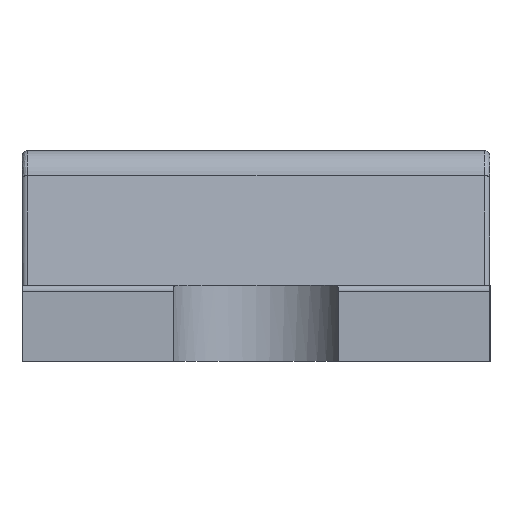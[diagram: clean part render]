
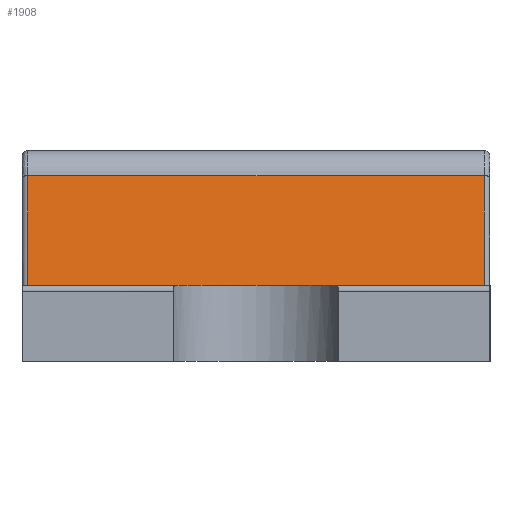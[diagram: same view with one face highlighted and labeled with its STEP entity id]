
A CAD part, left-side view. The second image highlights one B-rep face of the part: STEP entity #1908.
In plain terms, the highlighted planar face has unit normal (-0.99, 0, 0.139).
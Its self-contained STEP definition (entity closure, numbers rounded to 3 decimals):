
#177 = VERTEX_POINT('',#178);
#178 = CARTESIAN_POINT('',(-0.586,0.39,0.317));
#215 = CYLINDRICAL_SURFACE('',#216,0.01);
#216 = AXIS2_PLACEMENT_3D('',#217,#218,#219);
#217 = CARTESIAN_POINT('',(-0.57,0.39,0.359));
#218 = DIRECTION('',(-0.139,-0.,-0.99));
#219 = DIRECTION('',(-0.99,0.,0.139));
#286 = CYLINDRICAL_SURFACE('',#287,0.05);
#287 = AXIS2_PLACEMENT_3D('',#288,#289,#290);
#288 = CARTESIAN_POINT('',(-0.536,0.4,0.31));
#289 = DIRECTION('',(-0.,-1.,-0.));
#290 = DIRECTION('',(0.,0.,-1.));
#370 = VERTEX_POINT('',#371);
#371 = CARTESIAN_POINT('',(-0.612,0.39,0.13));
#408 = PLANE('',#409);
#409 = AXIS2_PLACEMENT_3D('',#410,#411,#412);
#410 = CARTESIAN_POINT('',(-0.612,-0.39,0.13));
#411 = DIRECTION('',(0.,0.,1.));
#412 = DIRECTION('',(1.,0.,-0.));
#421 = EDGE_CURVE('',#370,#177,#422,.T.);
#422 = SURFACE_CURVE('',#423,(#427,#456),.PCURVE_S1.);
#423 = LINE('',#424,#425);
#424 = CARTESIAN_POINT('',(-0.58,0.39,0.36));
#425 = VECTOR('',#426,1.);
#426 = DIRECTION('',(0.139,0.,0.99));
#427 = PCURVE('',#215,#428);
#428 = DEFINITIONAL_REPRESENTATION('',(#429),#455);
#429 = B_SPLINE_CURVE_WITH_KNOTS('',3,(#430,#431,#432,#433,#434,#435,
    #436,#437,#438,#439,#440,#441,#442,#443,#444,#445,#446,#447,#448,
    #449,#450,#451,#452,#453,#454),.UNSPECIFIED.,.F.,.F.,(4,1,1,1,1,1,1,
    1,1,1,1,1,1,1,1,1,1,1,1,1,1,1,4),(-0.232,-0.224,
    -0.215,-0.207,-0.198,-0.189,
    -0.181,-0.172,-0.164,-0.155,
    -0.146,-0.138,-0.129,-0.121,
    -0.112,-0.104,-0.095,
    -0.086,-0.078,-0.069,
    -0.061,-0.052,-0.043),
  .UNSPECIFIED.);
#430 = CARTESIAN_POINT('',(0.,0.232));
#431 = CARTESIAN_POINT('',(0.,0.229));
#432 = CARTESIAN_POINT('',(0.,0.224));
#433 = CARTESIAN_POINT('',(0.,0.215));
#434 = CARTESIAN_POINT('',(0.,0.207));
#435 = CARTESIAN_POINT('',(0.,0.198));
#436 = CARTESIAN_POINT('',(0.,0.189));
#437 = CARTESIAN_POINT('',(0.,0.181));
#438 = CARTESIAN_POINT('',(0.,0.172));
#439 = CARTESIAN_POINT('',(0.,0.164));
#440 = CARTESIAN_POINT('',(0.,0.155));
#441 = CARTESIAN_POINT('',(0.,0.146));
#442 = CARTESIAN_POINT('',(0.,0.138));
#443 = CARTESIAN_POINT('',(0.,0.129));
#444 = CARTESIAN_POINT('',(0.,0.121));
#445 = CARTESIAN_POINT('',(0.,0.112));
#446 = CARTESIAN_POINT('',(0.,0.104));
#447 = CARTESIAN_POINT('',(0.,0.095));
#448 = CARTESIAN_POINT('',(0.,0.086));
#449 = CARTESIAN_POINT('',(0.,0.078));
#450 = CARTESIAN_POINT('',(0.,0.069));
#451 = CARTESIAN_POINT('',(0.,0.061));
#452 = CARTESIAN_POINT('',(0.,0.052));
#453 = CARTESIAN_POINT('',(0.,0.046));
#454 = CARTESIAN_POINT('',(0.,0.043));
#455 = ( GEOMETRIC_REPRESENTATION_CONTEXT(2) 
PARAMETRIC_REPRESENTATION_CONTEXT() REPRESENTATION_CONTEXT('2D SPACE',''
  ) );
#456 = PCURVE('',#457,#462);
#457 = PLANE('',#458);
#458 = AXIS2_PLACEMENT_3D('',#459,#460,#461);
#459 = CARTESIAN_POINT('',(-0.58,0.4,0.36));
#460 = DIRECTION('',(-0.99,0.,0.139));
#461 = DIRECTION('',(0.,1.,0.));
#462 = DEFINITIONAL_REPRESENTATION('',(#463),#467);
#463 = LINE('',#464,#465);
#464 = CARTESIAN_POINT('',(-0.01,-0.));
#465 = VECTOR('',#466,1.);
#466 = DIRECTION('',(0.,-1.));
#467 = ( GEOMETRIC_REPRESENTATION_CONTEXT(2) 
PARAMETRIC_REPRESENTATION_CONTEXT() REPRESENTATION_CONTEXT('2D SPACE',''
  ) );
#1607 = VERTEX_POINT('',#1608);
#1608 = CARTESIAN_POINT('',(-0.586,-0.39,0.317));
#1713 = CYLINDRICAL_SURFACE('',#1714,0.01);
#1714 = AXIS2_PLACEMENT_3D('',#1715,#1716,#1717);
#1715 = CARTESIAN_POINT('',(-0.579,-0.39,0.29));
#1716 = DIRECTION('',(0.139,0.,0.99));
#1717 = DIRECTION('',(0.99,0.,-0.139));
#1774 = EDGE_CURVE('',#1775,#1607,#1777,.T.);
#1775 = VERTEX_POINT('',#1776);
#1776 = CARTESIAN_POINT('',(-0.612,-0.39,0.13));
#1777 = SURFACE_CURVE('',#1778,(#1782,#1811),.PCURVE_S1.);
#1778 = LINE('',#1779,#1780);
#1779 = CARTESIAN_POINT('',(-0.58,-0.39,0.36));
#1780 = VECTOR('',#1781,1.);
#1781 = DIRECTION('',(0.139,0.,0.99));
#1782 = PCURVE('',#1713,#1783);
#1783 = DEFINITIONAL_REPRESENTATION('',(#1784),#1810);
#1784 = B_SPLINE_CURVE_WITH_KNOTS('',3,(#1785,#1786,#1787,#1788,#1789,
    #1790,#1791,#1792,#1793,#1794,#1795,#1796,#1797,#1798,#1799,#1800,
    #1801,#1802,#1803,#1804,#1805,#1806,#1807,#1808,#1809),
  .UNSPECIFIED.,.F.,.F.,(4,1,1,1,1,1,1,1,1,1,1,1,1,1,1,1,1,1,1,1,1,1,4),
  (-0.232,-0.224,-0.215,-0.207,
    -0.198,-0.189,-0.181,-0.172,
    -0.164,-0.155,-0.146,-0.138,
    -0.129,-0.121,-0.112,-0.104,
    -0.095,-0.086,-0.078,
    -0.069,-0.061,-0.052,
    -0.043),.UNSPECIFIED.);
#1785 = CARTESIAN_POINT('',(3.142,-0.163));
#1786 = CARTESIAN_POINT('',(3.142,-0.161));
#1787 = CARTESIAN_POINT('',(3.142,-0.155));
#1788 = CARTESIAN_POINT('',(3.142,-0.146));
#1789 = CARTESIAN_POINT('',(3.142,-0.138));
#1790 = CARTESIAN_POINT('',(3.142,-0.129));
#1791 = CARTESIAN_POINT('',(3.142,-0.121));
#1792 = CARTESIAN_POINT('',(3.142,-0.112));
#1793 = CARTESIAN_POINT('',(3.142,-0.103));
#1794 = CARTESIAN_POINT('',(3.142,-0.095));
#1795 = CARTESIAN_POINT('',(3.142,-0.086));
#1796 = CARTESIAN_POINT('',(3.142,-0.078));
#1797 = CARTESIAN_POINT('',(3.142,-0.069));
#1798 = CARTESIAN_POINT('',(3.142,-0.061));
#1799 = CARTESIAN_POINT('',(3.142,-0.052));
#1800 = CARTESIAN_POINT('',(3.142,-0.043));
#1801 = CARTESIAN_POINT('',(3.142,-0.035));
#1802 = CARTESIAN_POINT('',(3.142,-0.026));
#1803 = CARTESIAN_POINT('',(3.142,-0.018));
#1804 = CARTESIAN_POINT('',(3.142,-0.009));
#1805 = CARTESIAN_POINT('',(3.142,0.));
#1806 = CARTESIAN_POINT('',(3.142,0.008));
#1807 = CARTESIAN_POINT('',(3.142,0.017));
#1808 = CARTESIAN_POINT('',(3.142,0.022));
#1809 = CARTESIAN_POINT('',(3.142,0.025));
#1810 = ( GEOMETRIC_REPRESENTATION_CONTEXT(2) 
PARAMETRIC_REPRESENTATION_CONTEXT() REPRESENTATION_CONTEXT('2D SPACE',''
  ) );
#1811 = PCURVE('',#457,#1812);
#1812 = DEFINITIONAL_REPRESENTATION('',(#1813),#1817);
#1813 = LINE('',#1814,#1815);
#1814 = CARTESIAN_POINT('',(-0.79,-0.));
#1815 = VECTOR('',#1816,1.);
#1816 = DIRECTION('',(0.,-1.));
#1817 = ( GEOMETRIC_REPRESENTATION_CONTEXT(2) 
PARAMETRIC_REPRESENTATION_CONTEXT() REPRESENTATION_CONTEXT('2D SPACE',''
  ) );
#1908 = ADVANCED_FACE('',(#1909),#457,.T.);
#1909 = FACE_BOUND('',#1910,.T.);
#1910 = EDGE_LOOP('',(#1911,#1954,#1955,#1976));
#1911 = ORIENTED_EDGE('',*,*,#1912,.T.);
#1912 = EDGE_CURVE('',#1607,#177,#1913,.T.);
#1913 = SURFACE_CURVE('',#1914,(#1918,#1925),.PCURVE_S1.);
#1914 = LINE('',#1915,#1916);
#1915 = CARTESIAN_POINT('',(-0.586,0.4,0.317));
#1916 = VECTOR('',#1917,1.);
#1917 = DIRECTION('',(0.,1.,0.));
#1918 = PCURVE('',#457,#1919);
#1919 = DEFINITIONAL_REPRESENTATION('',(#1920),#1924);
#1920 = LINE('',#1921,#1922);
#1921 = CARTESIAN_POINT('',(0.,0.043));
#1922 = VECTOR('',#1923,1.);
#1923 = DIRECTION('',(1.,0.));
#1924 = ( GEOMETRIC_REPRESENTATION_CONTEXT(2) 
PARAMETRIC_REPRESENTATION_CONTEXT() REPRESENTATION_CONTEXT('2D SPACE',''
  ) );
#1925 = PCURVE('',#286,#1926);
#1926 = DEFINITIONAL_REPRESENTATION('',(#1927),#1953);
#1927 = B_SPLINE_CURVE_WITH_KNOTS('',3,(#1928,#1929,#1930,#1931,#1932,
    #1933,#1934,#1935,#1936,#1937,#1938,#1939,#1940,#1941,#1942,#1943,
    #1944,#1945,#1946,#1947,#1948,#1949,#1950,#1951,#1952),
  .UNSPECIFIED.,.F.,.F.,(4,1,1,1,1,1,1,1,1,1,1,1,1,1,1,1,1,1,1,1,1,1,4),
  (-0.79,-0.755,-0.719,-0.684,-0.648
    ,-0.613,-0.577,-0.542,-0.506,
    -0.471,-0.435,-0.4,-0.365,-0.329
    ,-0.294,-0.258,-0.223,-0.187,
    -0.152,-0.116,-0.081,
    -0.045,-0.01),.UNSPECIFIED.);
#1928 = CARTESIAN_POINT('',(4.573,0.79));
#1929 = CARTESIAN_POINT('',(4.573,0.778));
#1930 = CARTESIAN_POINT('',(4.573,0.755));
#1931 = CARTESIAN_POINT('',(4.573,0.719));
#1932 = CARTESIAN_POINT('',(4.573,0.684));
#1933 = CARTESIAN_POINT('',(4.573,0.648));
#1934 = CARTESIAN_POINT('',(4.573,0.613));
#1935 = CARTESIAN_POINT('',(4.573,0.577));
#1936 = CARTESIAN_POINT('',(4.573,0.542));
#1937 = CARTESIAN_POINT('',(4.573,0.506));
#1938 = CARTESIAN_POINT('',(4.573,0.471));
#1939 = CARTESIAN_POINT('',(4.573,0.435));
#1940 = CARTESIAN_POINT('',(4.573,0.4));
#1941 = CARTESIAN_POINT('',(4.573,0.365));
#1942 = CARTESIAN_POINT('',(4.573,0.329));
#1943 = CARTESIAN_POINT('',(4.573,0.294));
#1944 = CARTESIAN_POINT('',(4.573,0.258));
#1945 = CARTESIAN_POINT('',(4.573,0.223));
#1946 = CARTESIAN_POINT('',(4.573,0.187));
#1947 = CARTESIAN_POINT('',(4.573,0.152));
#1948 = CARTESIAN_POINT('',(4.573,0.116));
#1949 = CARTESIAN_POINT('',(4.573,0.081));
#1950 = CARTESIAN_POINT('',(4.573,0.045));
#1951 = CARTESIAN_POINT('',(4.573,0.022));
#1952 = CARTESIAN_POINT('',(4.573,0.01));
#1953 = ( GEOMETRIC_REPRESENTATION_CONTEXT(2) 
PARAMETRIC_REPRESENTATION_CONTEXT() REPRESENTATION_CONTEXT('2D SPACE',''
  ) );
#1954 = ORIENTED_EDGE('',*,*,#421,.F.);
#1955 = ORIENTED_EDGE('',*,*,#1956,.F.);
#1956 = EDGE_CURVE('',#1775,#370,#1957,.T.);
#1957 = SURFACE_CURVE('',#1958,(#1962,#1969),.PCURVE_S1.);
#1958 = LINE('',#1959,#1960);
#1959 = CARTESIAN_POINT('',(-0.612,0.4,0.13));
#1960 = VECTOR('',#1961,1.);
#1961 = DIRECTION('',(0.,1.,0.));
#1962 = PCURVE('',#457,#1963);
#1963 = DEFINITIONAL_REPRESENTATION('',(#1964),#1968);
#1964 = LINE('',#1965,#1966);
#1965 = CARTESIAN_POINT('',(0.,0.232));
#1966 = VECTOR('',#1967,1.);
#1967 = DIRECTION('',(1.,0.));
#1968 = ( GEOMETRIC_REPRESENTATION_CONTEXT(2) 
PARAMETRIC_REPRESENTATION_CONTEXT() REPRESENTATION_CONTEXT('2D SPACE',''
  ) );
#1969 = PCURVE('',#408,#1970);
#1970 = DEFINITIONAL_REPRESENTATION('',(#1971),#1975);
#1971 = LINE('',#1972,#1973);
#1972 = CARTESIAN_POINT('',(0.,0.79));
#1973 = VECTOR('',#1974,1.);
#1974 = DIRECTION('',(0.,1.));
#1975 = ( GEOMETRIC_REPRESENTATION_CONTEXT(2) 
PARAMETRIC_REPRESENTATION_CONTEXT() REPRESENTATION_CONTEXT('2D SPACE',''
  ) );
#1976 = ORIENTED_EDGE('',*,*,#1774,.T.);
